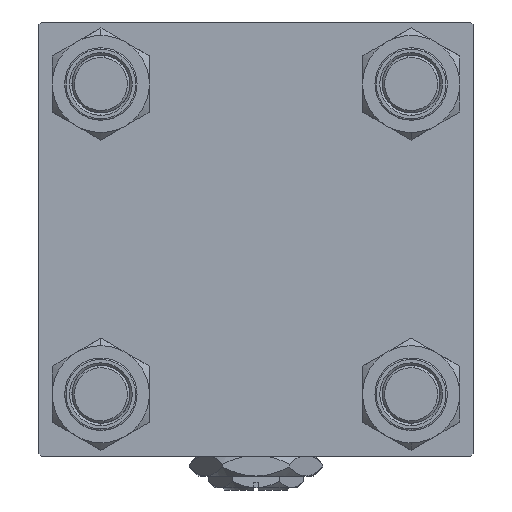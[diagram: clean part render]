
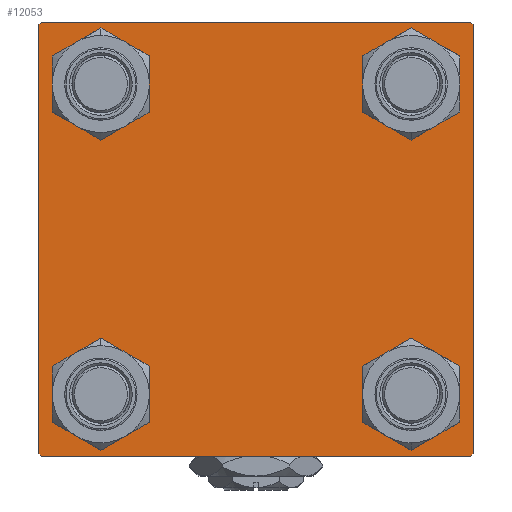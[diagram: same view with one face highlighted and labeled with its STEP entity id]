
A CAD part, left-side view. The second image highlights one B-rep face of the part: STEP entity #12053.
In plain terms, the highlighted planar face has unit normal (-1, 0, 0).
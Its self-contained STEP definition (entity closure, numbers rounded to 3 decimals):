
#34 = EDGE_CURVE ( 'NONE', #41437, #38369, #26993, .T. ) ;
#156 = CARTESIAN_POINT ( 'NONE',  ( 0., 32.15, 25.65 ) ) ;
#1073 = CARTESIAN_POINT ( 'NONE',  ( 0., 32.15, -38.65 ) ) ;
#1110 = AXIS2_PLACEMENT_3D ( 'NONE', #9827, #50289, #33367 ) ;
#1190 = LINE ( 'NONE', #37684, #50199 ) ;
#2098 = VECTOR ( 'NONE', #19568, 1000. ) ;
#2181 = CARTESIAN_POINT ( 'NONE',  ( 0., 32.15, 32.15 ) ) ;
#2676 = CARTESIAN_POINT ( 'NONE',  ( 0., -32.15, -32.15 ) ) ;
#3340 = LINE ( 'NONE', #26647, #36748 ) ;
#4723 = AXIS2_PLACEMENT_3D ( 'NONE', #35054, #31859, #7781 ) ;
#5013 = CARTESIAN_POINT ( 'NONE',  ( 0., 44.5, 45. ) ) ;
#5077 = VERTEX_POINT ( 'NONE', #47919 ) ;
#5397 = DIRECTION ( 'NONE',  ( 0., 0.707, -0.707 ) ) ;
#5682 = DIRECTION ( 'NONE',  ( 0., 0., -1. ) ) ;
#7042 = EDGE_LOOP ( 'NONE', ( #24061, #48437, #28488, #34723, #29744, #42293, #33151, #34200 ) ) ;
#7185 = DIRECTION ( 'NONE',  ( 0., 0., 1. ) ) ;
#7781 = DIRECTION ( 'NONE',  ( 0., 0., 1. ) ) ;
#8540 = LINE ( 'NONE', #49006, #50313 ) ;
#8770 = CARTESIAN_POINT ( 'NONE',  ( 0., -32.15, 25.65 ) ) ;
#8846 = DIRECTION ( 'NONE',  ( 0., 0., 1. ) ) ;
#9619 = ORIENTED_EDGE ( 'NONE', *, *, #23144, .T. ) ;
#9827 = CARTESIAN_POINT ( 'NONE',  ( 0., 0., 0. ) ) ;
#10365 = DIRECTION ( 'NONE',  ( 1., 0., 0. ) ) ;
#10912 = CARTESIAN_POINT ( 'NONE',  ( 0., -45., 44.5 ) ) ;
#10954 = EDGE_LOOP ( 'NONE', ( #41115, #12154 ) ) ;
#11559 = VERTEX_POINT ( 'NONE', #14484 ) ;
#11892 = AXIS2_PLACEMENT_3D ( 'NONE', #22271, #18554, #46608 ) ;
#12053 = ADVANCED_FACE ( 'NONE', ( #29921, #49234, #18007, #45538, #21984 ), #34155, .T. ) ;
#12154 = ORIENTED_EDGE ( 'NONE', *, *, #18775, .T. ) ;
#13639 = CIRCLE ( 'NONE', #48257, 6.5 ) ;
#14397 = EDGE_CURVE ( 'NONE', #14940, #29516, #45393, .T. ) ;
#14484 = CARTESIAN_POINT ( 'NONE',  ( 0., -44.5, 45. ) ) ;
#14940 = VERTEX_POINT ( 'NONE', #10912 ) ;
#15498 = CARTESIAN_POINT ( 'NONE',  ( 0., -32.15, 38.65 ) ) ;
#15978 = EDGE_CURVE ( 'NONE', #50983, #31947, #1190, .T. ) ;
#16481 = CARTESIAN_POINT ( 'NONE',  ( 0., 45., 45. ) ) ;
#16563 = ORIENTED_EDGE ( 'NONE', *, *, #26976, .T. ) ;
#16751 = ORIENTED_EDGE ( 'NONE', *, *, #23497, .T. ) ;
#17605 = VERTEX_POINT ( 'NONE', #1073 ) ;
#17750 = CARTESIAN_POINT ( 'NONE',  ( 0., 32.15, 38.65 ) ) ;
#17836 = CIRCLE ( 'NONE', #11892, 6.5 ) ;
#18007 = FACE_BOUND ( 'NONE', #10954, .T. ) ;
#18502 = CARTESIAN_POINT ( 'NONE',  ( 0., 44.5, -45. ) ) ;
#18554 = DIRECTION ( 'NONE',  ( 1., 0., 0. ) ) ;
#18775 = EDGE_CURVE ( 'NONE', #17605, #21991, #45973, .T. ) ;
#18795 = EDGE_LOOP ( 'NONE', ( #49455, #9619 ) ) ;
#19004 = EDGE_CURVE ( 'NONE', #14940, #11559, #41911, .T. ) ;
#19543 = EDGE_CURVE ( 'NONE', #22456, #45749, #20087, .T. ) ;
#19568 = DIRECTION ( 'NONE',  ( 0., -1., 0. ) ) ;
#20087 = LINE ( 'NONE', #27782, #2098 ) ;
#20658 = VERTEX_POINT ( 'NONE', #38579 ) ;
#20926 = VECTOR ( 'NONE', #5397, 1000. ) ;
#21984 = FACE_OUTER_BOUND ( 'NONE', #7042, .T. ) ;
#21991 = VERTEX_POINT ( 'NONE', #29969 ) ;
#22271 = CARTESIAN_POINT ( 'NONE',  ( 0., -32.15, -32.15 ) ) ;
#22456 = VERTEX_POINT ( 'NONE', #18502 ) ;
#23144 = EDGE_CURVE ( 'NONE', #28990, #24852, #32582, .T. ) ;
#23149 = AXIS2_PLACEMENT_3D ( 'NONE', #34906, #39389, #38604 ) ;
#23497 = EDGE_CURVE ( 'NONE', #38369, #41437, #52050, .T. ) ;
#23933 = ORIENTED_EDGE ( 'NONE', *, *, #48279, .T. ) ;
#24061 = ORIENTED_EDGE ( 'NONE', *, *, #15978, .T. ) ;
#24852 = VERTEX_POINT ( 'NONE', #17750 ) ;
#25235 = VERTEX_POINT ( 'NONE', #5013 ) ;
#26647 = CARTESIAN_POINT ( 'NONE',  ( 0., 44.75, -44.75 ) ) ;
#26976 = EDGE_CURVE ( 'NONE', #5077, #20658, #17836, .T. ) ;
#26993 = CIRCLE ( 'NONE', #38788, 6.5 ) ;
#27782 = CARTESIAN_POINT ( 'NONE',  ( 0., 45., -45. ) ) ;
#27812 = EDGE_CURVE ( 'NONE', #21991, #17605, #13639, .T. ) ;
#28256 = EDGE_CURVE ( 'NONE', #24852, #28990, #32215, .T. ) ;
#28488 = ORIENTED_EDGE ( 'NONE', *, *, #19543, .T. ) ;
#28685 = CARTESIAN_POINT ( 'NONE',  ( 0., 44.75, 44.75 ) ) ;
#28915 = DIRECTION ( 'NONE',  ( 0., -0.707, 0.707 ) ) ;
#28951 = DIRECTION ( 'NONE',  ( 1., 0., 0. ) ) ;
#28990 = VERTEX_POINT ( 'NONE', #156 ) ;
#29082 = VECTOR ( 'NONE', #29720, 1000. ) ;
#29516 = VERTEX_POINT ( 'NONE', #44655 ) ;
#29720 = DIRECTION ( 'NONE',  ( 0., 0.707, 0.707 ) ) ;
#29744 = ORIENTED_EDGE ( 'NONE', *, *, #14397, .F. ) ;
#29921 = FACE_BOUND ( 'NONE', #32183, .T. ) ;
#29969 = CARTESIAN_POINT ( 'NONE',  ( 0., 32.15, -25.65 ) ) ;
#30451 = DIRECTION ( 'NONE',  ( 0., 0., 1. ) ) ;
#30611 = CARTESIAN_POINT ( 'NONE',  ( 0., -44.5, -45. ) ) ;
#30963 = AXIS2_PLACEMENT_3D ( 'NONE', #41499, #45204, #49949 ) ;
#31507 = CARTESIAN_POINT ( 'NONE',  ( 0., -32.15, 32.15 ) ) ;
#31536 = CARTESIAN_POINT ( 'NONE',  ( 0., 45., 44.5 ) ) ;
#31639 = DIRECTION ( 'NONE',  ( 0., -0.707, -0.707 ) ) ;
#31859 = DIRECTION ( 'NONE',  ( 1., 0., 0. ) ) ;
#31947 = VERTEX_POINT ( 'NONE', #49659 ) ;
#32183 = EDGE_LOOP ( 'NONE', ( #46410, #16751 ) ) ;
#32215 = CIRCLE ( 'NONE', #38147, 6.5 ) ;
#32358 = DIRECTION ( 'NONE',  ( 0., -1., 0. ) ) ;
#32582 = CIRCLE ( 'NONE', #4723, 6.5 ) ;
#32690 = CARTESIAN_POINT ( 'NONE',  ( 0., -45., 45. ) ) ;
#33151 = ORIENTED_EDGE ( 'NONE', *, *, #45144, .F. ) ;
#33367 = DIRECTION ( 'NONE',  ( 0., 0., 1. ) ) ;
#33445 = CARTESIAN_POINT ( 'NONE',  ( 0., -44.75, 44.75 ) ) ;
#34155 = PLANE ( 'NONE',  #1110 ) ;
#34200 = ORIENTED_EDGE ( 'NONE', *, *, #46974, .T. ) ;
#34438 = DIRECTION ( 'NONE',  ( 0., 0., 1. ) ) ;
#34723 = ORIENTED_EDGE ( 'NONE', *, *, #41892, .T. ) ;
#34906 = CARTESIAN_POINT ( 'NONE',  ( 0., 32.15, -32.15 ) ) ;
#35054 = CARTESIAN_POINT ( 'NONE',  ( 0., 32.15, 32.15 ) ) ;
#35311 = AXIS2_PLACEMENT_3D ( 'NONE', #2676, #50810, #30451 ) ;
#36748 = VECTOR ( 'NONE', #31639, 1000. ) ;
#37239 = EDGE_CURVE ( 'NONE', #31947, #22456, #3340, .T. ) ;
#37684 = CARTESIAN_POINT ( 'NONE',  ( 0., 45., 45. ) ) ;
#38147 = AXIS2_PLACEMENT_3D ( 'NONE', #2181, #10365, #34438 ) ;
#38369 = VERTEX_POINT ( 'NONE', #8770 ) ;
#38579 = CARTESIAN_POINT ( 'NONE',  ( 0., -32.15, -25.65 ) ) ;
#38604 = DIRECTION ( 'NONE',  ( 0., 0., 1. ) ) ;
#38788 = AXIS2_PLACEMENT_3D ( 'NONE', #31507, #47898, #7185 ) ;
#39389 = DIRECTION ( 'NONE',  ( 1., 0., 0. ) ) ;
#40029 = LINE ( 'NONE', #16481, #41132 ) ;
#41112 = LINE ( 'NONE', #28685, #20926 ) ;
#41115 = ORIENTED_EDGE ( 'NONE', *, *, #27812, .T. ) ;
#41132 = VECTOR ( 'NONE', #32358, 1000. ) ;
#41437 = VERTEX_POINT ( 'NONE', #15498 ) ;
#41499 = CARTESIAN_POINT ( 'NONE',  ( 0., -32.15, 32.15 ) ) ;
#41892 = EDGE_CURVE ( 'NONE', #45749, #29516, #8540, .T. ) ;
#41911 = LINE ( 'NONE', #33445, #29082 ) ;
#42293 = ORIENTED_EDGE ( 'NONE', *, *, #19004, .T. ) ;
#43763 = CIRCLE ( 'NONE', #35311, 6.5 ) ;
#44655 = CARTESIAN_POINT ( 'NONE',  ( 0., -45., -44.5 ) ) ;
#45144 = EDGE_CURVE ( 'NONE', #25235, #11559, #40029, .T. ) ;
#45204 = DIRECTION ( 'NONE',  ( 1., 0., 0. ) ) ;
#45393 = LINE ( 'NONE', #32690, #45933 ) ;
#45538 = FACE_BOUND ( 'NONE', #18795, .T. ) ;
#45749 = VERTEX_POINT ( 'NONE', #30611 ) ;
#45933 = VECTOR ( 'NONE', #48821, 1000. ) ;
#45973 = CIRCLE ( 'NONE', #23149, 6.5 ) ;
#46410 = ORIENTED_EDGE ( 'NONE', *, *, #34, .T. ) ;
#46608 = DIRECTION ( 'NONE',  ( 0., 0., 1. ) ) ;
#46974 = EDGE_CURVE ( 'NONE', #25235, #50983, #41112, .T. ) ;
#47898 = DIRECTION ( 'NONE',  ( 1., 0., 0. ) ) ;
#47919 = CARTESIAN_POINT ( 'NONE',  ( 0., -32.15, -38.65 ) ) ;
#48250 = CARTESIAN_POINT ( 'NONE',  ( 0., 32.15, -32.15 ) ) ;
#48257 = AXIS2_PLACEMENT_3D ( 'NONE', #48250, #28951, #8846 ) ;
#48279 = EDGE_CURVE ( 'NONE', #20658, #5077, #43763, .T. ) ;
#48437 = ORIENTED_EDGE ( 'NONE', *, *, #37239, .T. ) ;
#48821 = DIRECTION ( 'NONE',  ( 0., 0., -1. ) ) ;
#49006 = CARTESIAN_POINT ( 'NONE',  ( 0., -44.75, -44.75 ) ) ;
#49234 = FACE_BOUND ( 'NONE', #51872, .T. ) ;
#49455 = ORIENTED_EDGE ( 'NONE', *, *, #28256, .T. ) ;
#49659 = CARTESIAN_POINT ( 'NONE',  ( 0., 45., -44.5 ) ) ;
#49949 = DIRECTION ( 'NONE',  ( 0., 0., 1. ) ) ;
#50199 = VECTOR ( 'NONE', #5682, 1000. ) ;
#50289 = DIRECTION ( 'NONE',  ( -1., 0., 0. ) ) ;
#50313 = VECTOR ( 'NONE', #28915, 1000. ) ;
#50810 = DIRECTION ( 'NONE',  ( 1., 0., 0. ) ) ;
#50983 = VERTEX_POINT ( 'NONE', #31536 ) ;
#51872 = EDGE_LOOP ( 'NONE', ( #23933, #16563 ) ) ;
#52050 = CIRCLE ( 'NONE', #30963, 6.5 ) ;
